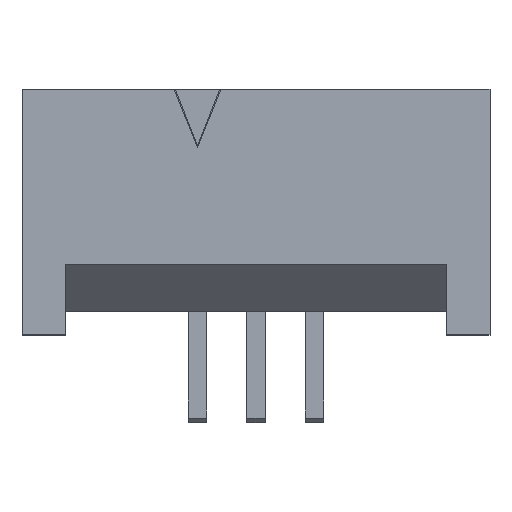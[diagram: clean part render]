
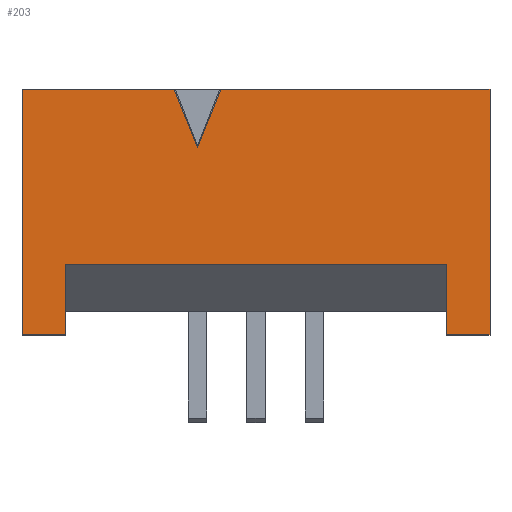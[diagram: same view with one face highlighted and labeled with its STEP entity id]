
A CAD part, top view. The second image highlights one B-rep face of the part: STEP entity #203.
In plain terms, the highlighted planar face has unit normal (0, 0, 1).
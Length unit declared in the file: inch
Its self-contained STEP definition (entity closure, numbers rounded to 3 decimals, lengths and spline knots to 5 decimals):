
#203 = ADVANCED_FACE( '', ( #471 ), #472, .T. );
#471 = FACE_OUTER_BOUND( '', #822, .T. );
#472 = PLANE( '', #823 );
#822 = EDGE_LOOP( '', ( #1176, #1177, #1178, #1179, #1180, #1181, #1182, #1183, #1184, #1185, #1186 ) );
#823 = AXIS2_PLACEMENT_3D( '', #1187, #1188, #1189 );
#1176 = ORIENTED_EDGE( '', *, *, #2238, .F. );
#1177 = ORIENTED_EDGE( '', *, *, #2239, .T. );
#1178 = ORIENTED_EDGE( '', *, *, #2240, .T. );
#1179 = ORIENTED_EDGE( '', *, *, #2241, .T. );
#1180 = ORIENTED_EDGE( '', *, *, #2242, .F. );
#1181 = ORIENTED_EDGE( '', *, *, #2243, .F. );
#1182 = ORIENTED_EDGE( '', *, *, #2244, .T. );
#1183 = ORIENTED_EDGE( '', *, *, #2245, .T. );
#1184 = ORIENTED_EDGE( '', *, *, #2246, .T. );
#1185 = ORIENTED_EDGE( '', *, *, #2247, .T. );
#1186 = ORIENTED_EDGE( '', *, *, #2248, .F. );
#1187 = CARTESIAN_POINT( '', ( 0., 0., 0.1 ) );
#1188 = DIRECTION( '', ( 0., 0., 1. ) );
#1189 = DIRECTION( '', ( 1., 0., 0. ) );
#2238 = EDGE_CURVE( '', #2673, #2674, #2675, .T. );
#2239 = EDGE_CURVE( '', #2673, #2676, #2677, .T. );
#2240 = EDGE_CURVE( '', #2676, #2678, #2679, .T. );
#2241 = EDGE_CURVE( '', #2678, #2680, #2681, .T. );
#2242 = EDGE_CURVE( '', #2682, #2680, #2683, .T. );
#2243 = EDGE_CURVE( '', #2684, #2682, #2685, .T. );
#2244 = EDGE_CURVE( '', #2684, #2686, #2687, .T. );
#2245 = EDGE_CURVE( '', #2686, #2688, #2689, .T. );
#2246 = EDGE_CURVE( '', #2688, #2690, #2691, .T. );
#2247 = EDGE_CURVE( '', #2690, #2692, #2693, .T. );
#2248 = EDGE_CURVE( '', #2674, #2692, #2694, .T. );
#2673 = VERTEX_POINT( '', #3314 );
#2674 = VERTEX_POINT( '', #3315 );
#2675 = LINE( '', #3316, #3317 );
#2676 = VERTEX_POINT( '', #3318 );
#2677 = LINE( '', #3319, #3320 );
#2678 = VERTEX_POINT( '', #3321 );
#2679 = LINE( '', #3322, #3323 );
#2680 = VERTEX_POINT( '', #3324 );
#2681 = LINE( '', #3325, #3326 );
#2682 = VERTEX_POINT( '', #3327 );
#2683 = LINE( '', #3328, #3329 );
#2684 = VERTEX_POINT( '', #3330 );
#2685 = LINE( '', #3331, #3332 );
#2686 = VERTEX_POINT( '', #3333 );
#2687 = LINE( '', #3334, #3335 );
#2688 = VERTEX_POINT( '', #3336 );
#2689 = LINE( '', #3337, #3338 );
#2690 = VERTEX_POINT( '', #3339 );
#2691 = LINE( '', #3340, #3341 );
#2692 = VERTEX_POINT( '', #3342 );
#2693 = LINE( '', #3343, #3344 );
#2694 = LINE( '', #3345, #3346 );
#3314 = CARTESIAN_POINT( '', ( -0.07, 0.21, 0.1 ) );
#3315 = CARTESIAN_POINT( '', ( -0.05, 0.16, 0.1 ) );
#3316 = CARTESIAN_POINT( '', ( -0.07, 0.21, 0.1 ) );
#3317 = VECTOR( '', #4226, 39.37008 );
#3318 = CARTESIAN_POINT( '', ( -0.2, 0.21, 0.1 ) );
#3319 = CARTESIAN_POINT( '', ( 0.2, 0.21, 0.1 ) );
#3320 = VECTOR( '', #4227, 39.37008 );
#3321 = CARTESIAN_POINT( '', ( -0.2, 0., 0.1 ) );
#3322 = CARTESIAN_POINT( '', ( -0.2, 0.21, 0.1 ) );
#3323 = VECTOR( '', #4228, 39.37008 );
#3324 = CARTESIAN_POINT( '', ( -0.163, 0., 0.1 ) );
#3325 = CARTESIAN_POINT( '', ( -0.2, 0., 0.1 ) );
#3326 = VECTOR( '', #4229, 39.37008 );
#3327 = CARTESIAN_POINT( '', ( -0.163, 0.06, 0.1 ) );
#3328 = CARTESIAN_POINT( '', ( -0.163, 0.06, 0.1 ) );
#3329 = VECTOR( '', #4230, 39.37008 );
#3330 = CARTESIAN_POINT( '', ( 0.163, 0.06, 0.1 ) );
#3331 = CARTESIAN_POINT( '', ( 0.163, 0.06, 0.1 ) );
#3332 = VECTOR( '', #4231, 39.37008 );
#3333 = CARTESIAN_POINT( '', ( 0.163, 0., 0.1 ) );
#3334 = CARTESIAN_POINT( '', ( 0.163, 0.06, 0.1 ) );
#3335 = VECTOR( '', #4232, 39.37008 );
#3336 = CARTESIAN_POINT( '', ( 0.2, 0., 0.1 ) );
#3337 = CARTESIAN_POINT( '', ( -0.2, 0., 0.1 ) );
#3338 = VECTOR( '', #4233, 39.37008 );
#3339 = CARTESIAN_POINT( '', ( 0.2, 0.21, 0.1 ) );
#3340 = CARTESIAN_POINT( '', ( 0.2, 0., 0.1 ) );
#3341 = VECTOR( '', #4234, 39.37008 );
#3342 = CARTESIAN_POINT( '', ( -0.03, 0.21, 0.1 ) );
#3343 = CARTESIAN_POINT( '', ( 0.2, 0.21, 0.1 ) );
#3344 = VECTOR( '', #4235, 39.37008 );
#3345 = CARTESIAN_POINT( '', ( -0.05, 0.16, 0.1 ) );
#3346 = VECTOR( '', #4236, 39.37008 );
#4226 = DIRECTION( '', ( 0.371, -0.928, 0. ) );
#4227 = DIRECTION( '', ( -1., 0., 0. ) );
#4228 = DIRECTION( '', ( 0., -1., 0. ) );
#4229 = DIRECTION( '', ( 1., 0., 0. ) );
#4230 = DIRECTION( '', ( 0., -1., 0. ) );
#4231 = DIRECTION( '', ( -1., 0., 0. ) );
#4232 = DIRECTION( '', ( 0., -1., 0. ) );
#4233 = DIRECTION( '', ( 1., 0., 0. ) );
#4234 = DIRECTION( '', ( 0., 1., 0. ) );
#4235 = DIRECTION( '', ( -1., 0., 0. ) );
#4236 = DIRECTION( '', ( 0.371, 0.928, 0. ) );
